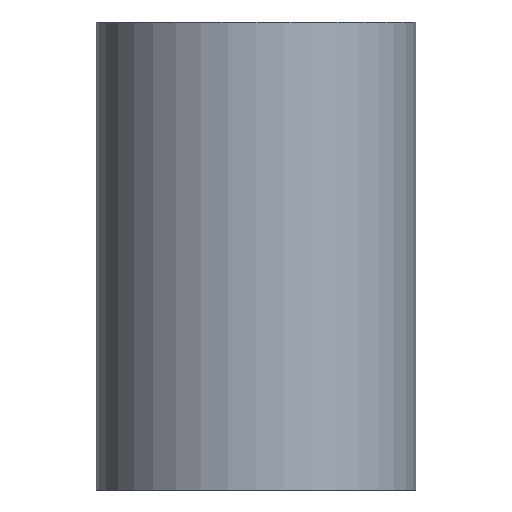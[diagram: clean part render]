
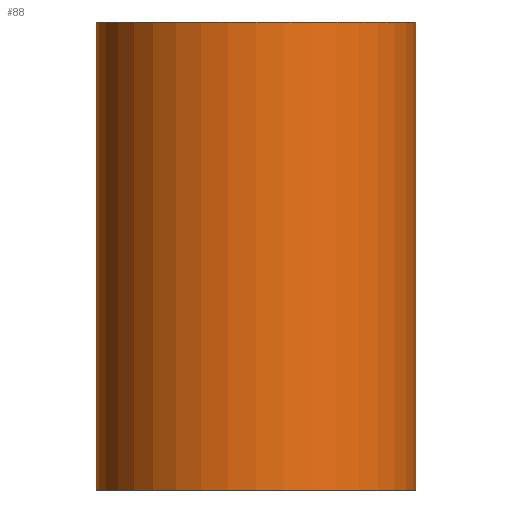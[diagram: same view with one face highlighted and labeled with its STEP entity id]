
A CAD part, front view. The second image highlights one B-rep face of the part: STEP entity #88.
In plain terms, the highlighted cylindrical face has radius 41 mm (diameter 82 mm), a partial arc.
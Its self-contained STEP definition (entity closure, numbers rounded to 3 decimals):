
#5 = ORIENTED_EDGE ( 'NONE', *, *, #11, .T. ) ;
#7 = ORIENTED_EDGE ( 'NONE', *, *, #41, .F. ) ;
#8 = EDGE_LOOP ( 'NONE', ( #7, #5, #86, #87 ) ) ;
#11 = EDGE_CURVE ( 'NONE', #39, #37, #146, .T. ) ;
#35 = VERTEX_POINT ( 'NONE', #151 ) ;
#37 = VERTEX_POINT ( 'NONE', #202 ) ;
#39 = VERTEX_POINT ( 'NONE', #196 ) ;
#41 = EDGE_CURVE ( 'NONE', #39, #42, #195, .T. ) ;
#42 = VERTEX_POINT ( 'NONE', #191 ) ;
#50 = EDGE_CURVE ( 'NONE', #37, #35, #236, .T. ) ;
#85 = EDGE_CURVE ( 'NONE', #42, #35, #245, .T. ) ;
#86 = ORIENTED_EDGE ( 'NONE', *, *, #50, .T. ) ;
#87 = ORIENTED_EDGE ( 'NONE', *, *, #85, .F. ) ;
#88 = ADVANCED_FACE ( 'NONE', ( #302 ), #301, .T. ) ;
#139 = DIRECTION ( 'NONE',  ( 0., 0., 1. ) ) ;
#143 = DIRECTION ( 'NONE',  ( 1., 0., 0. ) ) ;
#144 = AXIS2_PLACEMENT_3D ( 'NONE', #145, #139, #143 ) ;
#145 = CARTESIAN_POINT ( 'NONE',  ( 0., 0., -120. ) ) ;
#146 = CIRCLE ( 'NONE', #144, 41. ) ;
#151 = CARTESIAN_POINT ( 'NONE',  ( 41., 0., 0. ) ) ;
#191 = CARTESIAN_POINT ( 'NONE',  ( -41., 0., 0. ) ) ;
#192 = DIRECTION ( 'NONE',  ( 0., 0., 1. ) ) ;
#193 = VECTOR ( 'NONE', #192, 1000. ) ;
#194 = CARTESIAN_POINT ( 'NONE',  ( -41., 0., 0. ) ) ;
#195 = LINE ( 'NONE', #194, #193 ) ;
#196 = CARTESIAN_POINT ( 'NONE',  ( -41., 0., -120. ) ) ;
#202 = CARTESIAN_POINT ( 'NONE',  ( 41., 0., -120. ) ) ;
#233 = DIRECTION ( 'NONE',  ( 0., 0., 1. ) ) ;
#234 = VECTOR ( 'NONE', #233, 1000. ) ;
#235 = CARTESIAN_POINT ( 'NONE',  ( 41., 0., 0. ) ) ;
#236 = LINE ( 'NONE', #235, #234 ) ;
#242 = DIRECTION ( 'NONE',  ( 0., 0., 1. ) ) ;
#243 = CARTESIAN_POINT ( 'NONE',  ( 0., 0., 0. ) ) ;
#244 = AXIS2_PLACEMENT_3D ( 'NONE', #243, #242, #303 ) ;
#245 = CIRCLE ( 'NONE', #244, 41. ) ;
#296 = DIRECTION ( 'NONE',  ( 1., 0., 0. ) ) ;
#297 = DIRECTION ( 'NONE',  ( 0., 0., 1. ) ) ;
#298 = CARTESIAN_POINT ( 'NONE',  ( 0., 0., 0. ) ) ;
#299 = AXIS2_PLACEMENT_3D ( 'NONE', #298, #297, #296 ) ;
#301 = CYLINDRICAL_SURFACE ( 'NONE', #299, 41. ) ;
#302 = FACE_OUTER_BOUND ( 'NONE', #8, .T. ) ;
#303 = DIRECTION ( 'NONE',  ( 1., 0., 0. ) ) ;
